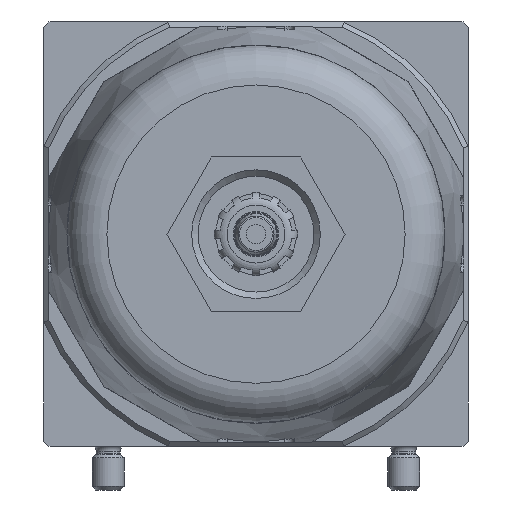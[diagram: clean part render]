
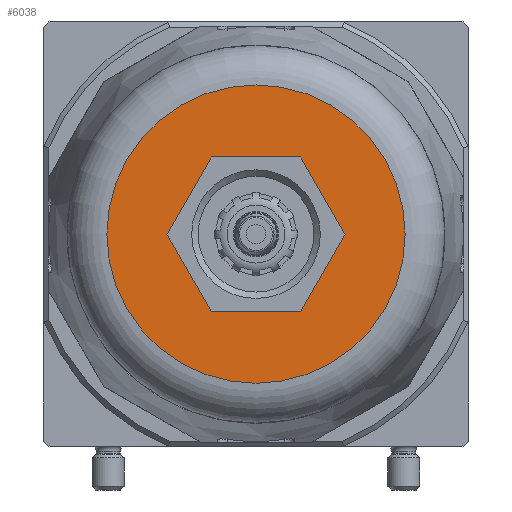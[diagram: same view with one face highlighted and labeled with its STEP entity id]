
A CAD part, front view. The second image highlights one B-rep face of the part: STEP entity #6038.
In plain terms, the highlighted planar face has unit normal (0, -1, 0).
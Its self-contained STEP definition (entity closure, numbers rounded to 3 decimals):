
#258=LINE('',#8843,#536);
#259=LINE('',#8846,#537);
#260=LINE('',#8848,#538);
#261=LINE('',#8850,#539);
#262=LINE('',#8852,#540);
#263=LINE('',#8854,#541);
#536=VECTOR('',#7263,1000.);
#537=VECTOR('',#7264,1000.);
#538=VECTOR('',#7265,1000.);
#539=VECTOR('',#7266,1000.);
#540=VECTOR('',#7267,1000.);
#541=VECTOR('',#7268,1000.);
#755=PLANE('',#6433);
#1482=ORIENTED_EDGE('',*,*,#2617,.T.);
#1483=ORIENTED_EDGE('',*,*,#2618,.T.);
#1484=ORIENTED_EDGE('',*,*,#2619,.T.);
#1485=ORIENTED_EDGE('',*,*,#2620,.T.);
#1486=ORIENTED_EDGE('',*,*,#2621,.T.);
#1487=ORIENTED_EDGE('',*,*,#2622,.T.);
#1488=ORIENTED_EDGE('',*,*,#2623,.T.);
#2617=EDGE_CURVE('',#3209,#3209,#3572,.T.);
#2618=EDGE_CURVE('',#3210,#3211,#258,.T.);
#2619=EDGE_CURVE('',#3211,#3212,#259,.T.);
#2620=EDGE_CURVE('',#3212,#3213,#260,.T.);
#2621=EDGE_CURVE('',#3213,#3214,#261,.T.);
#2622=EDGE_CURVE('',#3214,#3215,#262,.T.);
#2623=EDGE_CURVE('',#3215,#3210,#263,.T.);
#3209=VERTEX_POINT('',#8842);
#3210=VERTEX_POINT('',#8844);
#3211=VERTEX_POINT('',#8845);
#3212=VERTEX_POINT('',#8847);
#3213=VERTEX_POINT('',#8849);
#3214=VERTEX_POINT('',#8851);
#3215=VERTEX_POINT('',#8853);
#3572=CIRCLE('',#6434,23.2);
#3842=EDGE_LOOP('',(#1482));
#3843=EDGE_LOOP('',(#1483,#1484,#1485,#1486,#1487,#1488));
#4214=FACE_BOUND('',#3842,.T.);
#4215=FACE_BOUND('',#3843,.T.);
#6038=ADVANCED_FACE('',(#4214,#4215),#755,.F.);
#6433=AXIS2_PLACEMENT_3D('',#8840,#7259,#7260);
#6434=AXIS2_PLACEMENT_3D('',#8841,#7261,#7262);
#7259=DIRECTION('',(0.,1.,0.));
#7260=DIRECTION('',(0.,0.,1.));
#7261=DIRECTION('',(0.,-1.,0.));
#7262=DIRECTION('',(0.,0.,-1.));
#7263=DIRECTION('',(0.,0.,1.));
#7264=DIRECTION('',(0.866,0.,0.5));
#7265=DIRECTION('',(0.866,0.,-0.5));
#7266=DIRECTION('',(0.,0.,-1.));
#7267=DIRECTION('',(-0.866,0.,-0.5));
#7268=DIRECTION('',(-0.866,0.,0.5));
#8840=CARTESIAN_POINT('',(23.2,-165.,0.));
#8841=CARTESIAN_POINT('',(0.,-165.,0.));
#8842=CARTESIAN_POINT('',(0.,-165.,-23.2));
#8843=CARTESIAN_POINT('',(-12.,-165.,-6.928));
#8844=CARTESIAN_POINT('',(-12.,-165.,-6.928));
#8845=CARTESIAN_POINT('',(-12.,-165.,6.928));
#8846=CARTESIAN_POINT('',(-12.,-165.,6.928));
#8847=CARTESIAN_POINT('',(0.,-165.,13.856));
#8848=CARTESIAN_POINT('',(0.,-165.,13.856));
#8849=CARTESIAN_POINT('',(12.,-165.,6.928));
#8850=CARTESIAN_POINT('',(12.,-165.,6.928));
#8851=CARTESIAN_POINT('',(12.,-165.,-6.928));
#8852=CARTESIAN_POINT('',(12.,-165.,-6.928));
#8853=CARTESIAN_POINT('',(0.,-165.,-13.856));
#8854=CARTESIAN_POINT('',(0.,-165.,-13.856));
